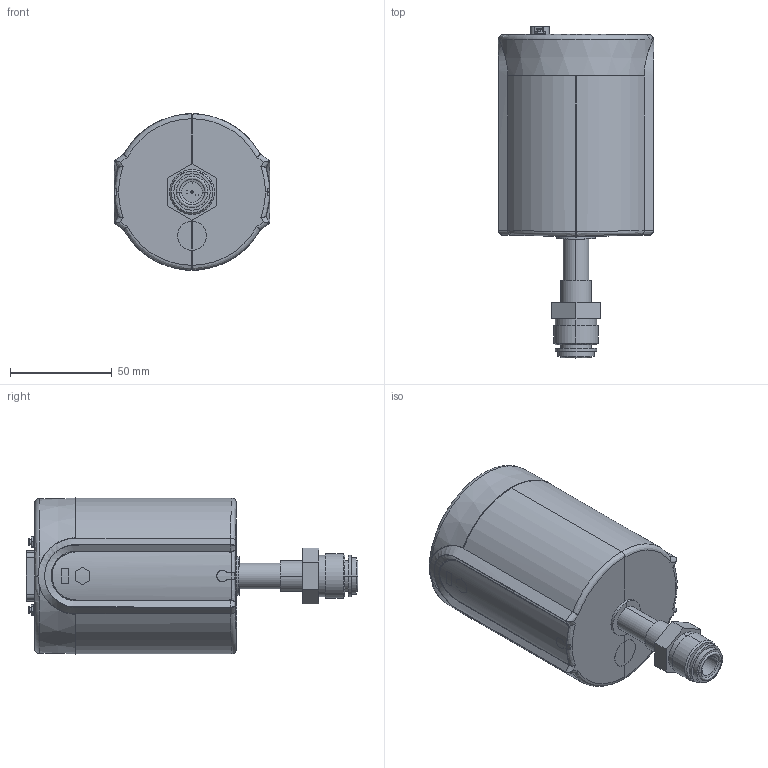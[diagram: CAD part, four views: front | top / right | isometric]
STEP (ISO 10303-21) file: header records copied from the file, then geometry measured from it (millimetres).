
FILE_DESCRIPTION (( 'STEP AP203' ), '1' );
FILE_NAME ('AA02A-FITTING GA-NW-16-KF- SLIDE LOCKS.STEP', '2013-06-28T15:22:32', ( '' ), ( '' ), 'SwSTEP 2.0', 'SolidWorks 2012', '' );
FILE_SCHEMA (( 'CONFIG_CONTROL_DESIGN' ));
Length unit declared in the file: inch
Products named in the file (1): AA02A-FITTING GA-NW-16-KF- SLIDE LOCKS
Bounding box: 76.45 x 162.88 x 76.58 mm (x, y, z)
Surface area: 56738.3 mm2 (no closed solid volume)
Topology: 0 solids, 25 shells, 286 faces, 1653 edges, 1365 vertices
Faces by surface type: cylinder 119, plane 82, bspline 36, sphere 30, cone 12, torus 7
Entity records: 22421 total; most frequent: CARTESIAN_POINT 9525, DIRECTION 2776, ORIENTED_EDGE 2156, EDGE_CURVE 1589, VERTEX_POINT 1335, AXIS2_PLACEMENT_3D 1217, CIRCLE 966, EDGE_LOOP 638
